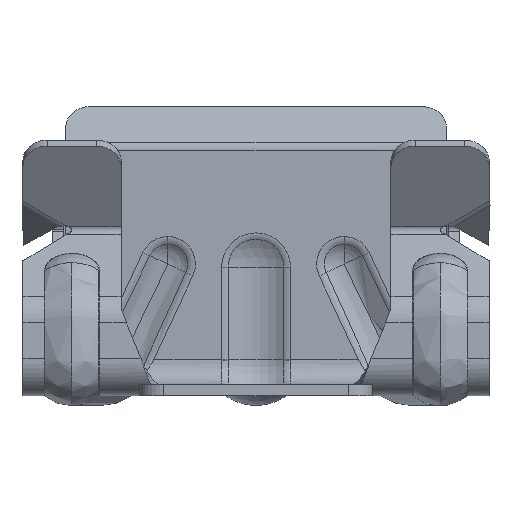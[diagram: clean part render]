
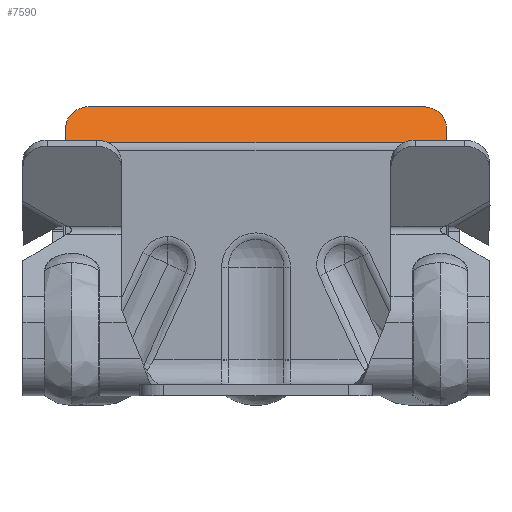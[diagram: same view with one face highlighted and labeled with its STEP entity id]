
A CAD part, front view. The second image highlights one B-rep face of the part: STEP entity #7590.
In plain terms, the highlighted planar face has unit normal (0, -0.829, 0.559).
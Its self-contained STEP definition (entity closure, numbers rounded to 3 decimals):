
#223 = AXIS2_PLACEMENT_3D ( 'NONE', #15772, #15516, #15494 ) ;
#652 = ORIENTED_EDGE ( 'NONE', *, *, #9063, .F. ) ;
#765 = CARTESIAN_POINT ( 'NONE',  ( 13.5, 42.426, 22.669 ) ) ;
#792 = B_SPLINE_CURVE_WITH_KNOTS ( 'NONE', 3,
 ( #9569, #9597, #9425, #9411, #9365, #9352, #9308, #9294, #9247, #9185 ),
 .UNSPECIFIED., .F., .F.,
 ( 4, 2, 2, 2, 4 ),
 ( 0., 0.25, 0.5, 0.75, 1. ),
 .UNSPECIFIED. ) ;
#1696 = VECTOR ( 'NONE', #3014, 1000. ) ;
#1869 = CARTESIAN_POINT ( 'NONE',  ( 31.016, 40.421, 19.697 ) ) ;
#1945 = EDGE_CURVE ( 'NONE', #14153, #5322, #2994, .T. ) ;
#2722 = ORIENTED_EDGE ( 'NONE', *, *, #11229, .F. ) ;
#2864 = LINE ( 'NONE', #3445, #12005 ) ;
#2985 = CARTESIAN_POINT ( 'NONE',  ( 15.5, 41.307, 21.011 ) ) ;
#2994 = LINE ( 'NONE', #2985, #1696 ) ;
#3014 = DIRECTION ( 'NONE',  ( 0., -0.559, -0.829 ) ) ;
#3306 = CARTESIAN_POINT ( 'NONE',  ( -13.5, 42.426, 22.669 ) ) ;
#3343 = CARTESIAN_POINT ( 'NONE',  ( -13.762, 42.426, 22.669 ) ) ;
#3364 = CARTESIAN_POINT ( 'NONE',  ( -14.023, 42.397, 22.626 ) ) ;
#3399 = CARTESIAN_POINT ( 'NONE',  ( -14.507, 42.285, 22.46 ) ) ;
#3403 = CARTESIAN_POINT ( 'NONE',  ( -15.5, 41.307, 21.011 ) ) ;
#3419 = CARTESIAN_POINT ( 'NONE',  ( -14.729, 42.202, 22.337 ) ) ;
#3445 = CARTESIAN_POINT ( 'NONE',  ( -15.5, 40.421, 19.697 ) ) ;
#3462 = CARTESIAN_POINT ( 'NONE',  ( -15.099, 41.995, 22.03 ) ) ;
#3480 = CARTESIAN_POINT ( 'NONE',  ( -15.248, 41.871, 21.846 ) ) ;
#3516 = CARTESIAN_POINT ( 'NONE',  ( -15.5, 41.454, 21.228 ) ) ;
#3537 = CARTESIAN_POINT ( 'NONE',  ( -15.448, 41.6, 21.445 ) ) ;
#3784 = CARTESIAN_POINT ( 'NONE',  ( -15.5, 41.307, 21.011 ) ) ;
#5322 = VERTEX_POINT ( 'NONE', #13814 ) ;
#5983 = CARTESIAN_POINT ( 'NONE',  ( 15.5, 41.307, 21.011 ) ) ;
#6005 = VECTOR ( 'NONE', #10413, 1000. ) ;
#6052 = EDGE_LOOP ( 'NONE', ( #2722, #652, #10625, #12553, #14589, #7687 ) ) ;
#6133 = VERTEX_POINT ( 'NONE', #765 ) ;
#7590 = ADVANCED_FACE ( 'NONE', ( #9288 ), #15533, .T. ) ;
#7687 = ORIENTED_EDGE ( 'NONE', *, *, #10202, .F. ) ;
#8001 = B_SPLINE_CURVE_WITH_KNOTS ( 'NONE', 3,
 ( #3784, #3516, #3537, #3480, #3462, #3419, #3399, #3364, #3343, #3306 ),
 .UNSPECIFIED., .F., .F.,
 ( 4, 2, 2, 2, 4 ),
 ( 0., 0.25, 0.5, 0.75, 1. ),
 .UNSPECIFIED. ) ;
#8664 = LINE ( 'NONE', #1869, #6005 ) ;
#9063 = EDGE_CURVE ( 'NONE', #16012, #13300, #8001, .T. ) ;
#9185 = CARTESIAN_POINT ( 'NONE',  ( 15.5, 41.307, 21.011 ) ) ;
#9247 = CARTESIAN_POINT ( 'NONE',  ( 15.5, 41.454, 21.228 ) ) ;
#9288 = FACE_OUTER_BOUND ( 'NONE', #6052, .T. ) ;
#9294 = CARTESIAN_POINT ( 'NONE',  ( 15.448, 41.6, 21.445 ) ) ;
#9308 = CARTESIAN_POINT ( 'NONE',  ( 15.248, 41.871, 21.846 ) ) ;
#9352 = CARTESIAN_POINT ( 'NONE',  ( 15.099, 41.995, 22.03 ) ) ;
#9365 = CARTESIAN_POINT ( 'NONE',  ( 14.729, 42.202, 22.337 ) ) ;
#9411 = CARTESIAN_POINT ( 'NONE',  ( 14.507, 42.285, 22.46 ) ) ;
#9425 = CARTESIAN_POINT ( 'NONE',  ( 14.023, 42.397, 22.626 ) ) ;
#9569 = CARTESIAN_POINT ( 'NONE',  ( 13.5, 42.426, 22.669 ) ) ;
#9597 = CARTESIAN_POINT ( 'NONE',  ( 13.762, 42.426, 22.669 ) ) ;
#10179 = LINE ( 'NONE', #17564, #16839 ) ;
#10202 = EDGE_CURVE ( 'NONE', #6133, #14153, #792, .T. ) ;
#10405 = CARTESIAN_POINT ( 'NONE',  ( -15.5, 40.421, 19.697 ) ) ;
#10413 = DIRECTION ( 'NONE',  ( -1., 0., 0. ) ) ;
#10625 = ORIENTED_EDGE ( 'NONE', *, *, #17323, .F. ) ;
#11229 = EDGE_CURVE ( 'NONE', #13300, #6133, #10179, .T. ) ;
#11770 = CARTESIAN_POINT ( 'NONE',  ( -13.5, 42.426, 22.669 ) ) ;
#12005 = VECTOR ( 'NONE', #17693, 1000. ) ;
#12553 = ORIENTED_EDGE ( 'NONE', *, *, #18077, .F. ) ;
#13300 = VERTEX_POINT ( 'NONE', #11770 ) ;
#13499 = VERTEX_POINT ( 'NONE', #10405 ) ;
#13814 = CARTESIAN_POINT ( 'NONE',  ( 15.5, 40.421, 19.697 ) ) ;
#14153 = VERTEX_POINT ( 'NONE', #5983 ) ;
#14589 = ORIENTED_EDGE ( 'NONE', *, *, #1945, .F. ) ;
#15494 = DIRECTION ( 'NONE',  ( 0., -0.559, -0.829 ) ) ;
#15516 = DIRECTION ( 'NONE',  ( 0., -0.829, 0.559 ) ) ;
#15533 = PLANE ( 'NONE',  #223 ) ;
#15772 = CARTESIAN_POINT ( 'NONE',  ( 19., 6.917, -29.975 ) ) ;
#16012 = VERTEX_POINT ( 'NONE', #3403 ) ;
#16839 = VECTOR ( 'NONE', #17504, 1000. ) ;
#17323 = EDGE_CURVE ( 'NONE', #13499, #16012, #2864, .T. ) ;
#17504 = DIRECTION ( 'NONE',  ( 1., 0., 0. ) ) ;
#17564 = CARTESIAN_POINT ( 'NONE',  ( 0., 42.426, 22.669 ) ) ;
#17693 = DIRECTION ( 'NONE',  ( 0., 0.559, 0.829 ) ) ;
#18077 = EDGE_CURVE ( 'NONE', #5322, #13499, #8664, .T. ) ;
